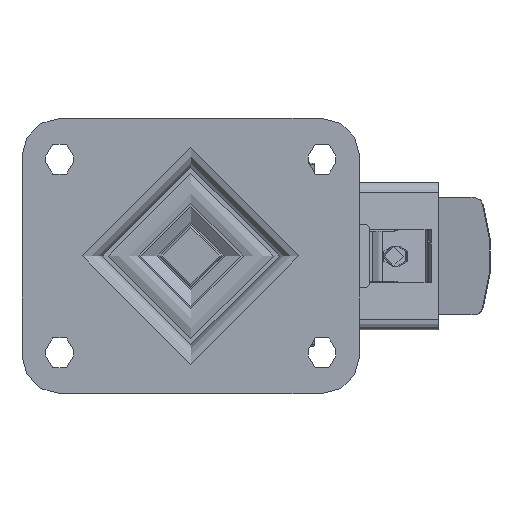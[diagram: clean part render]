
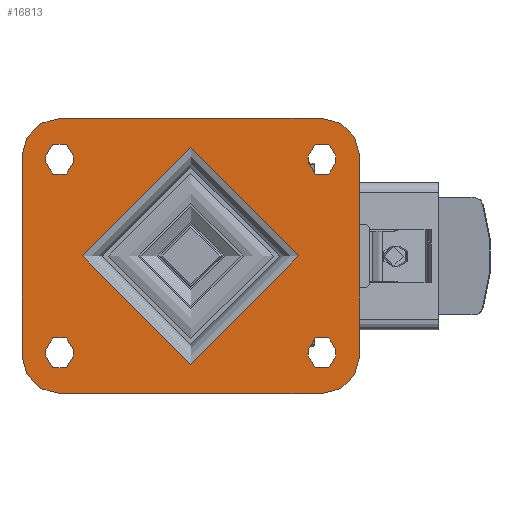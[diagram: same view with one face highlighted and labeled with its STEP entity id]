
A CAD part, top view. The second image highlights one B-rep face of the part: STEP entity #16813.
In plain terms, the highlighted planar face has unit normal (0, 0, 1).
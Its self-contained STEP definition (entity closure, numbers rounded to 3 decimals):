
#564=FACE_BOUND('',#5071,.T.);
#565=FACE_BOUND('',#5072,.T.);
#566=FACE_BOUND('',#5073,.T.);
#567=FACE_BOUND('',#5074,.T.);
#568=FACE_BOUND('',#5075,.T.);
#723=PLANE('',#18247);
#1313=LINE('',#24823,#2608);
#1314=LINE('',#24827,#2609);
#1315=LINE('',#24831,#2610);
#1316=LINE('',#24834,#2611);
#1317=LINE('',#24837,#2612);
#1318=LINE('',#24841,#2613);
#1319=LINE('',#24845,#2614);
#1320=LINE('',#24849,#2615);
#1321=LINE('',#24853,#2616);
#1322=LINE('',#24857,#2617);
#1323=LINE('',#24861,#2618);
#1324=LINE('',#24865,#2619);
#2608=VECTOR('',#20145,1000.);
#2609=VECTOR('',#20148,1000.);
#2610=VECTOR('',#20151,1000.);
#2611=VECTOR('',#20154,1000.);
#2612=VECTOR('',#20155,1000.);
#2613=VECTOR('',#20158,1000.);
#2614=VECTOR('',#20161,1000.);
#2615=VECTOR('',#20164,1000.);
#2616=VECTOR('',#20167,1000.);
#2617=VECTOR('',#20170,1000.);
#2618=VECTOR('',#20173,1000.);
#2619=VECTOR('',#20176,1000.);
#4068=FACE_OUTER_BOUND('',#5070,.T.);
#5070=EDGE_LOOP('',(#12013,#12014,#12015,#12016,#12017,#12018,#12019,#12020));
#5071=EDGE_LOOP('',(#12021,#12022,#12023,#12024));
#5072=EDGE_LOOP('',(#12025,#12026,#12027,#12028));
#5073=EDGE_LOOP('',(#12029,#12030,#12031,#12032));
#5074=EDGE_LOOP('',(#12033,#12034,#12035,#12036));
#5075=EDGE_LOOP('',(#12037));
#6971=CIRCLE('',#18210,43.246);
#6998=CIRCLE('',#18248,15.);
#6999=CIRCLE('',#18249,15.);
#7000=CIRCLE('',#18250,15.);
#7001=CIRCLE('',#18251,15.);
#7002=CIRCLE('',#18252,5.5);
#7003=CIRCLE('',#18253,5.5);
#7004=CIRCLE('',#18254,5.5);
#7005=CIRCLE('',#18255,5.5);
#7006=CIRCLE('',#18256,5.5);
#7007=CIRCLE('',#18257,5.5);
#7008=CIRCLE('',#18258,5.5);
#7009=CIRCLE('',#18259,5.5);
#7707=VERTEX_POINT('',#24730);
#7742=VERTEX_POINT('',#24819);
#7743=VERTEX_POINT('',#24820);
#7744=VERTEX_POINT('',#24822);
#7745=VERTEX_POINT('',#24824);
#7746=VERTEX_POINT('',#24826);
#7747=VERTEX_POINT('',#24828);
#7748=VERTEX_POINT('',#24830);
#7749=VERTEX_POINT('',#24832);
#7750=VERTEX_POINT('',#24835);
#7751=VERTEX_POINT('',#24836);
#7752=VERTEX_POINT('',#24838);
#7753=VERTEX_POINT('',#24840);
#7754=VERTEX_POINT('',#24843);
#7755=VERTEX_POINT('',#24844);
#7756=VERTEX_POINT('',#24846);
#7757=VERTEX_POINT('',#24848);
#7758=VERTEX_POINT('',#24851);
#7759=VERTEX_POINT('',#24852);
#7760=VERTEX_POINT('',#24854);
#7761=VERTEX_POINT('',#24856);
#7762=VERTEX_POINT('',#24859);
#7763=VERTEX_POINT('',#24860);
#7764=VERTEX_POINT('',#24862);
#7765=VERTEX_POINT('',#24864);
#9399=EDGE_CURVE('',#7707,#7707,#6971,.T.);
#9441=EDGE_CURVE('',#7742,#7743,#6998,.T.);
#9442=EDGE_CURVE('',#7744,#7743,#1313,.T.);
#9443=EDGE_CURVE('',#7745,#7744,#6999,.T.);
#9444=EDGE_CURVE('',#7746,#7745,#1314,.T.);
#9445=EDGE_CURVE('',#7747,#7746,#7000,.T.);
#9446=EDGE_CURVE('',#7748,#7747,#1315,.T.);
#9447=EDGE_CURVE('',#7748,#7749,#7001,.T.);
#9448=EDGE_CURVE('',#7742,#7749,#1316,.T.);
#9449=EDGE_CURVE('',#7750,#7751,#1317,.T.);
#9450=EDGE_CURVE('',#7751,#7752,#7002,.T.);
#9451=EDGE_CURVE('',#7752,#7753,#1318,.T.);
#9452=EDGE_CURVE('',#7753,#7750,#7003,.T.);
#9453=EDGE_CURVE('',#7754,#7755,#1319,.T.);
#9454=EDGE_CURVE('',#7755,#7756,#7004,.T.);
#9455=EDGE_CURVE('',#7756,#7757,#1320,.T.);
#9456=EDGE_CURVE('',#7757,#7754,#7005,.T.);
#9457=EDGE_CURVE('',#7758,#7759,#1321,.T.);
#9458=EDGE_CURVE('',#7759,#7760,#7006,.T.);
#9459=EDGE_CURVE('',#7760,#7761,#1322,.T.);
#9460=EDGE_CURVE('',#7761,#7758,#7007,.T.);
#9461=EDGE_CURVE('',#7762,#7763,#1323,.T.);
#9462=EDGE_CURVE('',#7763,#7764,#7008,.T.);
#9463=EDGE_CURVE('',#7764,#7765,#1324,.T.);
#9464=EDGE_CURVE('',#7765,#7762,#7009,.T.);
#12013=ORIENTED_EDGE('',*,*,#9441,.T.);
#12014=ORIENTED_EDGE('',*,*,#9442,.F.);
#12015=ORIENTED_EDGE('',*,*,#9443,.F.);
#12016=ORIENTED_EDGE('',*,*,#9444,.F.);
#12017=ORIENTED_EDGE('',*,*,#9445,.F.);
#12018=ORIENTED_EDGE('',*,*,#9446,.F.);
#12019=ORIENTED_EDGE('',*,*,#9447,.T.);
#12020=ORIENTED_EDGE('',*,*,#9448,.F.);
#12021=ORIENTED_EDGE('',*,*,#9449,.T.);
#12022=ORIENTED_EDGE('',*,*,#9450,.T.);
#12023=ORIENTED_EDGE('',*,*,#9451,.T.);
#12024=ORIENTED_EDGE('',*,*,#9452,.T.);
#12025=ORIENTED_EDGE('',*,*,#9453,.T.);
#12026=ORIENTED_EDGE('',*,*,#9454,.T.);
#12027=ORIENTED_EDGE('',*,*,#9455,.T.);
#12028=ORIENTED_EDGE('',*,*,#9456,.T.);
#12029=ORIENTED_EDGE('',*,*,#9457,.T.);
#12030=ORIENTED_EDGE('',*,*,#9458,.T.);
#12031=ORIENTED_EDGE('',*,*,#9459,.T.);
#12032=ORIENTED_EDGE('',*,*,#9460,.T.);
#12033=ORIENTED_EDGE('',*,*,#9461,.T.);
#12034=ORIENTED_EDGE('',*,*,#9462,.T.);
#12035=ORIENTED_EDGE('',*,*,#9463,.T.);
#12036=ORIENTED_EDGE('',*,*,#9464,.T.);
#12037=ORIENTED_EDGE('',*,*,#9399,.F.);
#16813=ADVANCED_FACE('',(#4068,#564,#565,#566,#567,#568),#723,.T.);
#18210=AXIS2_PLACEMENT_3D('',#24732,#20052,#20053);
#18247=AXIS2_PLACEMENT_3D('',#24818,#20141,#20142);
#18248=AXIS2_PLACEMENT_3D('',#24821,#20143,#20144);
#18249=AXIS2_PLACEMENT_3D('',#24825,#20146,#20147);
#18250=AXIS2_PLACEMENT_3D('',#24829,#20149,#20150);
#18251=AXIS2_PLACEMENT_3D('',#24833,#20152,#20153);
#18252=AXIS2_PLACEMENT_3D('',#24839,#20156,#20157);
#18253=AXIS2_PLACEMENT_3D('',#24842,#20159,#20160);
#18254=AXIS2_PLACEMENT_3D('',#24847,#20162,#20163);
#18255=AXIS2_PLACEMENT_3D('',#24850,#20165,#20166);
#18256=AXIS2_PLACEMENT_3D('',#24855,#20168,#20169);
#18257=AXIS2_PLACEMENT_3D('',#24858,#20171,#20172);
#18258=AXIS2_PLACEMENT_3D('',#24863,#20174,#20175);
#18259=AXIS2_PLACEMENT_3D('',#24866,#20177,#20178);
#20052=DIRECTION('center_axis',(0.,0.,1.));
#20053=DIRECTION('ref_axis',(-1.,0.,0.));
#20141=DIRECTION('center_axis',(0.,0.,1.));
#20142=DIRECTION('ref_axis',(1.,0.,0.));
#20143=DIRECTION('center_axis',(0.,0.,1.));
#20144=DIRECTION('ref_axis',(-1.,0.,0.));
#20145=DIRECTION('',(-1.,0.,0.));
#20146=DIRECTION('center_axis',(0.,0.,-1.));
#20147=DIRECTION('ref_axis',(1.,0.,0.));
#20148=DIRECTION('',(0.,-1.,0.));
#20149=DIRECTION('center_axis',(0.,0.,-1.));
#20150=DIRECTION('ref_axis',(0.,1.,0.));
#20151=DIRECTION('',(1.,0.,0.));
#20152=DIRECTION('center_axis',(0.,0.,1.));
#20153=DIRECTION('ref_axis',(0.,1.,0.));
#20154=DIRECTION('',(0.,1.,0.));
#20155=DIRECTION('',(0.,-1.,0.));
#20156=DIRECTION('center_axis',(0.,0.,-1.));
#20157=DIRECTION('ref_axis',(1.,0.,0.));
#20158=DIRECTION('',(0.,1.,0.));
#20159=DIRECTION('center_axis',(0.,0.,-1.));
#20160=DIRECTION('ref_axis',(1.,0.,0.));
#20161=DIRECTION('',(0.,1.,0.));
#20162=DIRECTION('center_axis',(0.,0.,-1.));
#20163=DIRECTION('ref_axis',(1.,0.,0.));
#20164=DIRECTION('',(0.,-1.,0.));
#20165=DIRECTION('center_axis',(0.,0.,-1.));
#20166=DIRECTION('ref_axis',(1.,0.,0.));
#20167=DIRECTION('',(0.,-1.,0.));
#20168=DIRECTION('center_axis',(0.,0.,-1.));
#20169=DIRECTION('ref_axis',(-1.,0.,0.));
#20170=DIRECTION('',(0.,1.,0.));
#20171=DIRECTION('center_axis',(0.,0.,-1.));
#20172=DIRECTION('ref_axis',(-1.,0.,0.));
#20173=DIRECTION('',(0.,1.,0.));
#20174=DIRECTION('center_axis',(0.,0.,-1.));
#20175=DIRECTION('ref_axis',(-1.,0.,0.));
#20176=DIRECTION('',(0.,-1.,0.));
#20177=DIRECTION('center_axis',(0.,0.,-1.));
#20178=DIRECTION('ref_axis',(-1.,0.,0.));
#24730=CARTESIAN_POINT('',(43.246,0.,0.));
#24732=CARTESIAN_POINT('Origin',(0.,0.,0.));
#24818=CARTESIAN_POINT('Origin',(0.,0.,0.));
#24819=CARTESIAN_POINT('',(-67.5,-40.,0.));
#24820=CARTESIAN_POINT('',(-52.5,-55.,0.));
#24821=CARTESIAN_POINT('Origin',(-52.5,-40.,0.));
#24822=CARTESIAN_POINT('',(52.5,-55.,0.));
#24823=CARTESIAN_POINT('',(52.5,-55.,0.));
#24824=CARTESIAN_POINT('',(67.5,-40.,0.));
#24825=CARTESIAN_POINT('Origin',(52.5,-40.,0.));
#24826=CARTESIAN_POINT('',(67.5,40.,0.));
#24827=CARTESIAN_POINT('',(67.5,40.,0.));
#24828=CARTESIAN_POINT('',(52.5,55.,0.));
#24829=CARTESIAN_POINT('Origin',(52.5,40.,0.));
#24830=CARTESIAN_POINT('',(-52.5,55.,0.));
#24831=CARTESIAN_POINT('',(-52.5,55.,0.));
#24832=CARTESIAN_POINT('',(-67.5,40.,0.));
#24833=CARTESIAN_POINT('Origin',(-52.5,40.,0.));
#24834=CARTESIAN_POINT('',(-67.5,-40.,0.));
#24835=CARTESIAN_POINT('',(-47.,40.,0.));
#24836=CARTESIAN_POINT('',(-47.,37.5,0.));
#24837=CARTESIAN_POINT('',(-47.,37.5,0.));
#24838=CARTESIAN_POINT('',(-58.,37.5,0.));
#24839=CARTESIAN_POINT('Origin',(-52.5,37.5,0.));
#24840=CARTESIAN_POINT('',(-58.,40.,0.));
#24841=CARTESIAN_POINT('',(-58.,37.5,0.));
#24842=CARTESIAN_POINT('Origin',(-52.5,40.,0.));
#24843=CARTESIAN_POINT('',(-58.,-40.,0.));
#24844=CARTESIAN_POINT('',(-58.,-37.5,0.));
#24845=CARTESIAN_POINT('',(-58.,-37.5,0.));
#24846=CARTESIAN_POINT('',(-47.,-37.5,0.));
#24847=CARTESIAN_POINT('Origin',(-52.5,-37.5,0.));
#24848=CARTESIAN_POINT('',(-47.,-40.,0.));
#24849=CARTESIAN_POINT('',(-47.,-37.5,0.));
#24850=CARTESIAN_POINT('Origin',(-52.5,-40.,0.));
#24851=CARTESIAN_POINT('',(58.,40.,0.));
#24852=CARTESIAN_POINT('',(58.,37.5,0.));
#24853=CARTESIAN_POINT('',(58.,37.5,0.));
#24854=CARTESIAN_POINT('',(47.,37.5,0.));
#24855=CARTESIAN_POINT('Origin',(52.5,37.5,0.));
#24856=CARTESIAN_POINT('',(47.,40.,0.));
#24857=CARTESIAN_POINT('',(47.,37.5,0.));
#24858=CARTESIAN_POINT('Origin',(52.5,40.,0.));
#24859=CARTESIAN_POINT('',(47.,-40.,0.));
#24860=CARTESIAN_POINT('',(47.,-37.5,0.));
#24861=CARTESIAN_POINT('',(47.,-37.5,0.));
#24862=CARTESIAN_POINT('',(58.,-37.5,0.));
#24863=CARTESIAN_POINT('Origin',(52.5,-37.5,0.));
#24864=CARTESIAN_POINT('',(58.,-40.,0.));
#24865=CARTESIAN_POINT('',(58.,-37.5,0.));
#24866=CARTESIAN_POINT('Origin',(52.5,-40.,0.));
